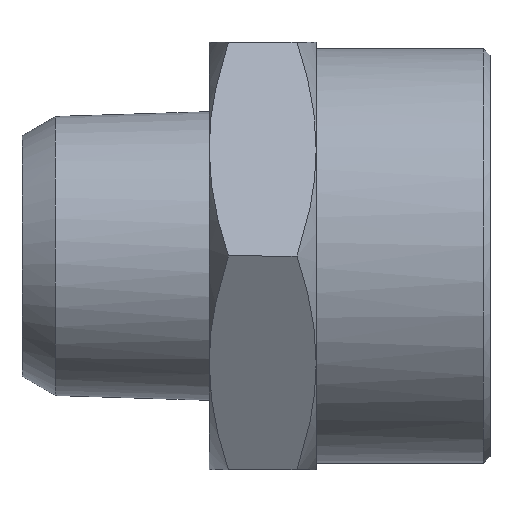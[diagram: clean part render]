
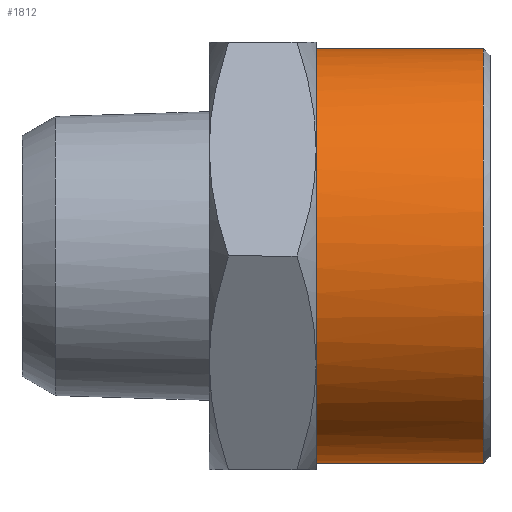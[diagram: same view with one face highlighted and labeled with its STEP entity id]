
A CAD part, left-side view. The second image highlights one B-rep face of the part: STEP entity #1812.
In plain terms, the highlighted free-form (B-spline) face has degree [1, 3] with [2, 4] control points.
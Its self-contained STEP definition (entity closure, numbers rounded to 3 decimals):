
#23 = CARTESIAN_POINT ( 'NONE',  ( -4.056, 13., -15.097 ) ) ;
#124 = CARTESIAN_POINT ( 'NONE',  ( 0., 13., -15.5 ) ) ;
#143 = CARTESIAN_POINT ( 'NONE',  ( -31., 0.5, 15.5 ) ) ;
#189 = CARTESIAN_POINT ( 'NONE',  ( -9.524, 13., -12.396 ) ) ;
#215 = CARTESIAN_POINT ( 'NONE',  ( -13.543, 13., 7.808 ) ) ;
#289 = CARTESIAN_POINT ( 'NONE',  ( -31., 0.5, -15.5 ) ) ;
#297 = CARTESIAN_POINT ( 'NONE',  ( 0., 0.5, -15.5 ) ) ;
#307 = CARTESIAN_POINT ( 'NONE',  ( 0., 13., 15.5 ) ) ;
#308 = ORIENTED_EDGE ( 'NONE', *, *, #2015, .F. ) ;
#380 = CARTESIAN_POINT ( 'NONE',  ( -12.396, 13., 9.524 ) ) ;
#502 = CARTESIAN_POINT ( 'NONE',  ( 0., 0.5, -15.5 ) ) ;
#503 =( BOUNDED_SURFACE ( )  B_SPLINE_SURFACE ( 1, 3, ( 
 ( #307, #2117, #1438, #124 ),
 ( #644, #143, #289, #297 ) ),
 .UNSPECIFIED., .F., .F., .F. ) 
 B_SPLINE_SURFACE_WITH_KNOTS ( ( 2, 2 ),
 ( 4, 4 ),
 ( 0., 1. ),
 ( 0., 1. ),
 .UNSPECIFIED. ) 
 GEOMETRIC_REPRESENTATION_ITEM ( )  RATIONAL_B_SPLINE_SURFACE ( (
 ( 1., 0.333, 0.333, 1.),
 ( 1., 0.333, 0.333, 1.) ) ) 
 REPRESENTATION_ITEM ( '' )  SURFACE ( )  );
#524 = CARTESIAN_POINT ( 'NONE',  ( -15.097, 13., -4.056 ) ) ;
#540 = FACE_OUTER_BOUND ( 'NONE', #1070, .T. ) ;
#644 = CARTESIAN_POINT ( 'NONE',  ( 0., 0.5, 15.5 ) ) ;
#690 =( BOUNDED_CURVE ( )  B_SPLINE_CURVE ( 3, ( #2095, #2100, #1419, #1072 ),
 .UNSPECIFIED., .F., .F. ) 
 B_SPLINE_CURVE_WITH_KNOTS ( ( 4, 4 ),
 ( -3.142, 0. ),
 .UNSPECIFIED. ) 
 CURVE ( )  GEOMETRIC_REPRESENTATION_ITEM ( )  RATIONAL_B_SPLINE_CURVE ( ( 1., 0.333, 0.333, 1. ) ) 
 REPRESENTATION_ITEM ( '' )  );
#692 = CARTESIAN_POINT ( 'NONE',  ( -4.056, 13., 15.097 ) ) ;
#714 = CARTESIAN_POINT ( 'NONE',  ( -2.031, 13., 15.5 ) ) ;
#769 = CARTESIAN_POINT ( 'NONE',  ( 0., 0.5, 15.5 ) ) ;
#775 = CARTESIAN_POINT ( 'NONE',  ( 0., 0.5, -15.5 ) ) ;
#856 = CARTESIAN_POINT ( 'NONE',  ( -7.808, 13., -13.543 ) ) ;
#892 = B_SPLINE_CURVE_WITH_KNOTS ( 'NONE', 1,
 ( #1785, #1962 ),
 .UNSPECIFIED., .F., .F.,
 ( 2, 2 ),
 ( -1., 0. ),
 .UNSPECIFIED. ) ;
#1040 = VERTEX_POINT ( 'NONE', #769 ) ;
#1070 = EDGE_LOOP ( 'NONE', ( #308, #1849, #1499, #1337 ) ) ;
#1072 = CARTESIAN_POINT ( 'NONE',  ( 0., 0.5, 15.5 ) ) ;
#1153 = EDGE_CURVE ( 'NONE', #1938, #1040, #690, .T. ) ;
#1170 = CARTESIAN_POINT ( 'NONE',  ( -15.097, 13., 4.056 ) ) ;
#1196 = CARTESIAN_POINT ( 'NONE',  ( 0., 13., 15.5 ) ) ;
#1197 = B_SPLINE_CURVE_WITH_KNOTS ( 'NONE', 3,
 ( #2148, #1511, #23, #856, #189, #2023, #1330, #524, #1665, #2032, #1170, #215, #380, #1519, #1685, #692, #714, #1318 ),
 .UNSPECIFIED., .F., .F.,
 ( 4, 2, 2, 2, 2, 2, 2, 2, 4 ),
 ( 0., 0.393, 0.785, 1.178, 1.571, 1.963, 2.356, 2.749, 3.142 ),
 .UNSPECIFIED. ) ;
#1227 = EDGE_CURVE ( 'NONE', #1533, #1938, #1732, .T. ) ;
#1284 = EDGE_CURVE ( 'NONE', #1040, #1682, #892, .T. ) ;
#1318 = CARTESIAN_POINT ( 'NONE',  ( 0., 13., 15.5 ) ) ;
#1330 = CARTESIAN_POINT ( 'NONE',  ( -13.543, 13., -7.808 ) ) ;
#1337 = ORIENTED_EDGE ( 'NONE', *, *, #1284, .T. ) ;
#1419 = CARTESIAN_POINT ( 'NONE',  ( -31., 0.5, 15.5 ) ) ;
#1438 = CARTESIAN_POINT ( 'NONE',  ( -31., 13., -15.5 ) ) ;
#1443 = CARTESIAN_POINT ( 'NONE',  ( 0., 13., -15.5 ) ) ;
#1499 = ORIENTED_EDGE ( 'NONE', *, *, #1153, .T. ) ;
#1511 = CARTESIAN_POINT ( 'NONE',  ( -2.031, 13., -15.5 ) ) ;
#1519 = CARTESIAN_POINT ( 'NONE',  ( -9.524, 13., 12.396 ) ) ;
#1533 = VERTEX_POINT ( 'NONE', #1443 ) ;
#1665 = CARTESIAN_POINT ( 'NONE',  ( -15.5, 13., -2.031 ) ) ;
#1682 = VERTEX_POINT ( 'NONE', #1196 ) ;
#1685 = CARTESIAN_POINT ( 'NONE',  ( -7.808, 13., 13.543 ) ) ;
#1732 = B_SPLINE_CURVE_WITH_KNOTS ( 'NONE', 1,
 ( #1768, #775 ),
 .UNSPECIFIED., .F., .F.,
 ( 2, 2 ),
 ( -1., 0. ),
 .UNSPECIFIED. ) ;
#1768 = CARTESIAN_POINT ( 'NONE',  ( 0., 13., -15.5 ) ) ;
#1785 = CARTESIAN_POINT ( 'NONE',  ( 0., 0.5, 15.5 ) ) ;
#1812 = ADVANCED_FACE ( 'NONE', ( #540 ), #503, .F. ) ;
#1849 = ORIENTED_EDGE ( 'NONE', *, *, #1227, .T. ) ;
#1938 = VERTEX_POINT ( 'NONE', #502 ) ;
#1962 = CARTESIAN_POINT ( 'NONE',  ( 0., 13., 15.5 ) ) ;
#2015 = EDGE_CURVE ( 'NONE', #1533, #1682, #1197, .T. ) ;
#2023 = CARTESIAN_POINT ( 'NONE',  ( -12.396, 13., -9.524 ) ) ;
#2032 = CARTESIAN_POINT ( 'NONE',  ( -15.5, 13., 2.031 ) ) ;
#2095 = CARTESIAN_POINT ( 'NONE',  ( 0., 0.5, -15.5 ) ) ;
#2100 = CARTESIAN_POINT ( 'NONE',  ( -31., 0.5, -15.5 ) ) ;
#2117 = CARTESIAN_POINT ( 'NONE',  ( -31., 13., 15.5 ) ) ;
#2148 = CARTESIAN_POINT ( 'NONE',  ( 0., 13., -15.5 ) ) ;
